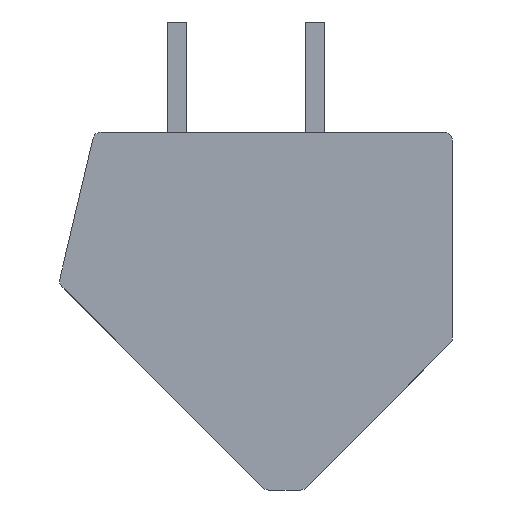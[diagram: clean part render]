
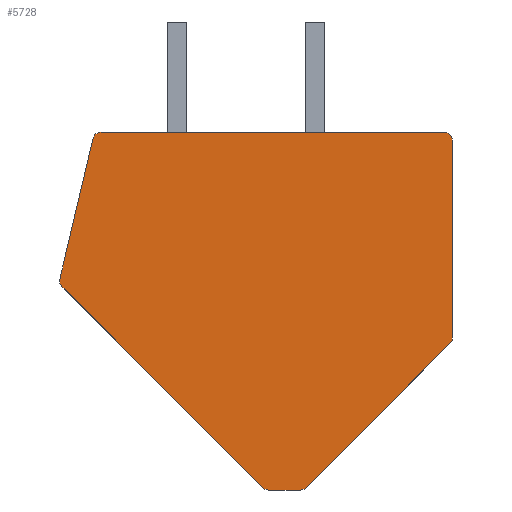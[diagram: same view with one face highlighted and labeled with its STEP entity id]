
A CAD part, front view. The second image highlights one B-rep face of the part: STEP entity #5728.
In plain terms, the highlighted planar face has unit normal (0, -1, 0).
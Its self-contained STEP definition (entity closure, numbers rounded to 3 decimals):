
#1063=CARTESIAN_POINT('',(1.626,-3.54,-6.2));
#1064=DIRECTION('',(0.,-1.,0.));
#1065=DIRECTION('',(0.,0.,-1.));
#1066=AXIS2_PLACEMENT_3D('',#1063,#1064,#1065);
#1068=DIRECTION('',(1.,0.,0.));
#1069=VECTOR('',#1068,1.151);
#1070=CARTESIAN_POINT('',(0.474,-3.54,-6.5));
#1071=LINE('',#1070,#1069);
#1072=CARTESIAN_POINT('',(0.474,-3.54,-6.2));
#1073=DIRECTION('',(0.,-1.,0.));
#1074=DIRECTION('',(-0.707,0.,-0.707));
#1075=AXIS2_PLACEMENT_3D('',#1072,#1073,#1074);
#1077=DIRECTION('',(0.707,0.,-0.707));
#1078=VECTOR('',#1077,10.315);
#1079=CARTESIAN_POINT('',(-7.032,-3.54,0.882));
#1080=LINE('',#1079,#1078);
#1081=CARTESIAN_POINT('',(-6.82,-3.54,1.094));
#1082=DIRECTION('',(0.,-1.,0.));
#1083=DIRECTION('',(-0.973,0.,0.23));
#1084=AXIS2_PLACEMENT_3D('',#1081,#1082,#1083);
#1086=DIRECTION('',(-0.23,0.,-0.973));
#1087=VECTOR('',#1086,5.247);
#1088=CARTESIAN_POINT('',(-5.905,-3.54,6.269));
#1089=LINE('',#1088,#1087);
#1090=CARTESIAN_POINT('',(-5.613,-3.54,6.2));
#1091=DIRECTION('',(0.,-1.,0.));
#1092=DIRECTION('',(0.,0.,1.));
#1093=AXIS2_PLACEMENT_3D('',#1090,#1091,#1092);
#1095=DIRECTION('',(-1.,0.,0.));
#1096=VECTOR('',#1095,12.463);
#1097=CARTESIAN_POINT('',(6.85,-3.54,6.5));
#1098=LINE('',#1097,#1096);
#1099=CARTESIAN_POINT('',(6.85,-3.54,6.2));
#1100=DIRECTION('',(0.,-1.,0.));
#1101=DIRECTION('',(1.,0.,0.));
#1102=AXIS2_PLACEMENT_3D('',#1099,#1100,#1101);
#1104=DIRECTION('',(0.,0.,1.));
#1105=VECTOR('',#1104,7.176);
#1106=CARTESIAN_POINT('',(7.15,-3.54,-0.976));
#1107=LINE('',#1106,#1105);
#1108=CARTESIAN_POINT('',(6.85,-3.54,-0.976));
#1109=DIRECTION('',(0.,-1.,0.));
#1110=DIRECTION('',(0.707,0.,-0.707));
#1111=AXIS2_PLACEMENT_3D('',#1108,#1109,#1110);
#1113=DIRECTION('',(0.707,0.,0.707));
#1114=VECTOR('',#1113,7.388);
#1115=CARTESIAN_POINT('',(1.838,-3.54,-6.412));
#1116=LINE('',#1115,#1114);
#3733=CARTESIAN_POINT('',(1.626,-3.54,-6.5));
#3734=CARTESIAN_POINT('',(1.838,-3.54,-6.412));
#3735=VERTEX_POINT('',#3733);
#3736=VERTEX_POINT('',#3734);
#3737=CARTESIAN_POINT('',(7.062,-3.54,-1.188));
#3738=VERTEX_POINT('',#3737);
#3739=CARTESIAN_POINT('',(7.15,-3.54,-0.976));
#3740=VERTEX_POINT('',#3739);
#3741=CARTESIAN_POINT('',(7.15,-3.54,6.2));
#3742=VERTEX_POINT('',#3741);
#3743=CARTESIAN_POINT('',(6.85,-3.54,6.5));
#3744=VERTEX_POINT('',#3743);
#3745=CARTESIAN_POINT('',(-5.613,-3.54,6.5));
#3746=VERTEX_POINT('',#3745);
#3747=CARTESIAN_POINT('',(-5.905,-3.54,6.269));
#3748=VERTEX_POINT('',#3747);
#3749=CARTESIAN_POINT('',(-7.112,-3.54,1.163));
#3750=VERTEX_POINT('',#3749);
#3751=CARTESIAN_POINT('',(-7.032,-3.54,0.882));
#3752=VERTEX_POINT('',#3751);
#3753=CARTESIAN_POINT('',(0.262,-3.54,-6.412));
#3754=VERTEX_POINT('',#3753);
#3755=CARTESIAN_POINT('',(0.474,-3.54,-6.5));
#3756=VERTEX_POINT('',#3755);
#5709=CARTESIAN_POINT('',(0.,-3.54,0.));
#5710=DIRECTION('',(0.,-1.,0.));
#5711=DIRECTION('',(-1.,0.,0.));
#5712=AXIS2_PLACEMENT_3D('',#5709,#5710,#5711);
#5713=PLANE('',#5712);
#5714=ORIENTED_EDGE('',*,*,#4948,.F.);
#5715=ORIENTED_EDGE('',*,*,#4963,.F.);
#5716=ORIENTED_EDGE('',*,*,#4977,.F.);
#5717=ORIENTED_EDGE('',*,*,#4991,.F.);
#5718=ORIENTED_EDGE('',*,*,#5245,.F.);
#5719=ORIENTED_EDGE('',*,*,#5259,.F.);
#5720=ORIENTED_EDGE('',*,*,#5273,.F.);
#5721=ORIENTED_EDGE('',*,*,#5287,.F.);
#5722=ORIENTED_EDGE('',*,*,#5541,.F.);
#5723=ORIENTED_EDGE('',*,*,#5555,.F.);
#5724=ORIENTED_EDGE('',*,*,#5569,.F.);
#5725=ORIENTED_EDGE('',*,*,#5582,.F.);
#5726=EDGE_LOOP('',(#5714,#5715,#5716,#5717,#5718,#5719,#5720,#5721,#5722,#5723,
#5724,#5725));
#5727=FACE_OUTER_BOUND('',#5726,.F.);
#5728=ADVANCED_FACE('',(#5727),#5713,.T.);
#1067=CIRCLE('',#1066,0.3);
#1076=CIRCLE('',#1075,0.3);
#1085=CIRCLE('',#1084,0.3);
#1094=CIRCLE('',#1093,0.3);
#1103=CIRCLE('',#1102,0.3);
#1112=CIRCLE('',#1111,0.3);
#4948=EDGE_CURVE('',#3735,#3736,#1067,.T.);
#4963=EDGE_CURVE('',#3756,#3735,#1071,.T.);
#4977=EDGE_CURVE('',#3754,#3756,#1076,.T.);
#4991=EDGE_CURVE('',#3752,#3754,#1080,.T.);
#5245=EDGE_CURVE('',#3750,#3752,#1085,.T.);
#5259=EDGE_CURVE('',#3748,#3750,#1089,.T.);
#5273=EDGE_CURVE('',#3746,#3748,#1094,.T.);
#5287=EDGE_CURVE('',#3744,#3746,#1098,.T.);
#5541=EDGE_CURVE('',#3742,#3744,#1103,.T.);
#5555=EDGE_CURVE('',#3740,#3742,#1107,.T.);
#5569=EDGE_CURVE('',#3738,#3740,#1112,.T.);
#5582=EDGE_CURVE('',#3736,#3738,#1116,.T.);
